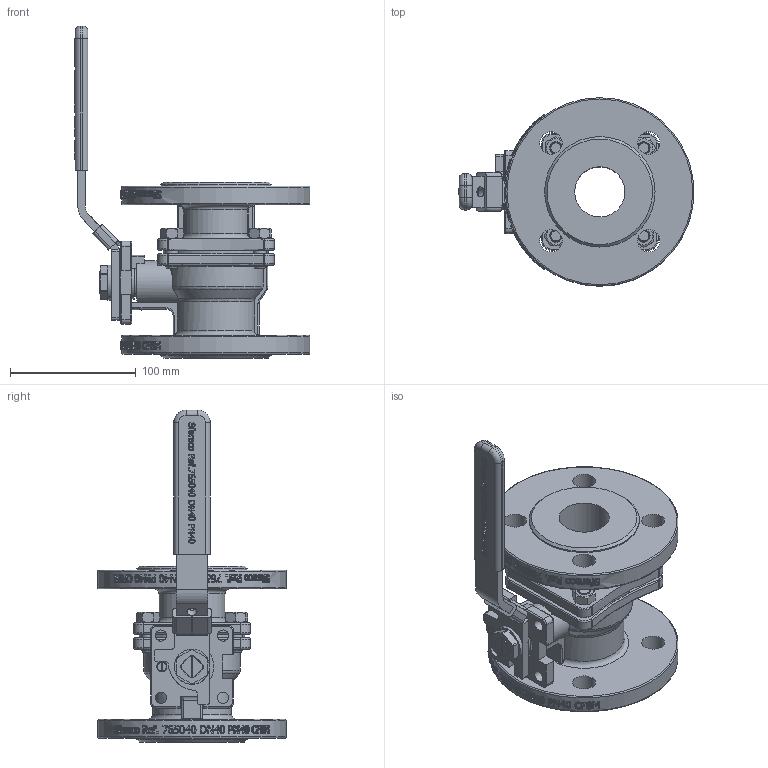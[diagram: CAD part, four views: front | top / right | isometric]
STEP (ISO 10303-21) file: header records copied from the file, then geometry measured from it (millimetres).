
FILE_DESCRIPTION(/* description */ ('765040'),/* implementation_level */ '2;1');
FILE_NAME(/* name */ '765040.stp',/* time_stamp */ '2017-02-20T13:38:47+01:00',/* author */ ('jmorand'),/* organization */ ('Sferaco'),/* preprocessor_version */ 'ST-DEVELOPER v16.5',/* originating_system */ 'Autodesk Inventor 2017',/* authorisation */ '');
FILE_SCHEMA (('AUTOMOTIVE_DESIGN { 1 0 10303 214 3 1 1 }'));
Products named in the file (1): 765040_bd
Bounding box: 188 x 150 x 264.5 mm (x, y, z)
Volume: 928288.8 mm3; surface area: 178421.5 mm2
Topology: 1 solids, 2 shells, 1894 faces, 5053 edges, 3295 vertices
Faces by surface type: plane 794, bspline 714, cylinder 286, torus 72, cone 26, sphere 2
Full cylindrical faces by diameter (mm): 4.917 x1, 8 x2, 9 x4, 10 x8, 10.5 x4, 18 x9, 18.5 x3, 22 x1, 26 x1, 28 x3, 35 x1, 40 x1, 84 x1, 88 x2, 150 x2
Entity records: 75129 total; most frequent: CARTESIAN_POINT 30526, ORIENTED_EDGE 9928, DIRECTION 6791, EDGE_CURVE 4963, VERTEX_POINT 3275, LINE 2513, VECTOR 2513, EDGE_LOOP 2169
